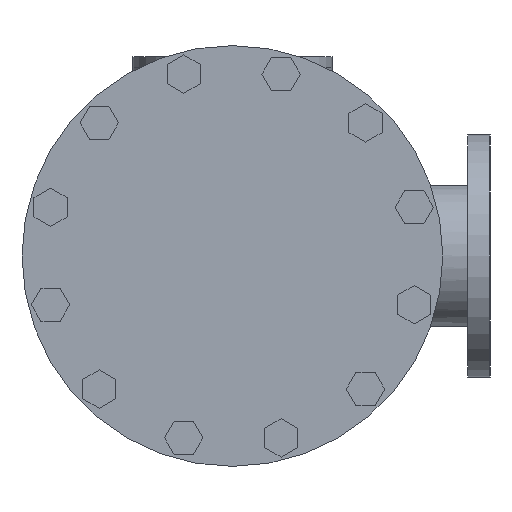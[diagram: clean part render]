
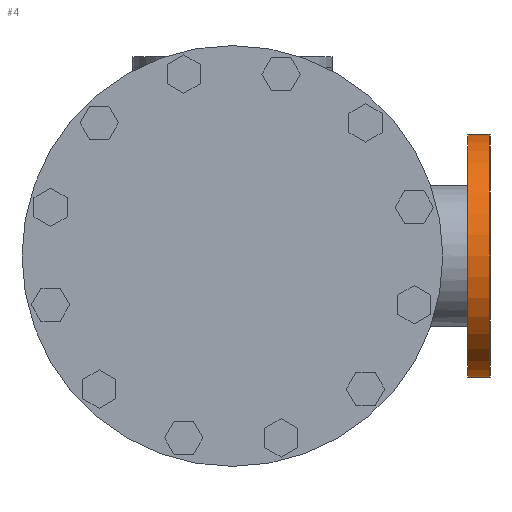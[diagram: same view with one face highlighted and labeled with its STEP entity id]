
A CAD part, left-side view. The second image highlights one B-rep face of the part: STEP entity #4.
In plain terms, the highlighted cylindrical face has radius 139.7 mm (diameter 279.4 mm), a partial arc.
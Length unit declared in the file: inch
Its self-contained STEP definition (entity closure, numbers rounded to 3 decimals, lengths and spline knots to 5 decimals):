
#4 = ADVANCED_FACE ( 'NONE', ( #10911 ), #8479, .T. ) ;
#185 = DIRECTION ( 'NONE',  ( 0., 1., 0. ) ) ;
#1379 = CARTESIAN_POINT ( 'NONE',  ( 706.75562, 173.53136, 5.5 ) ) ;
#1498 = DIRECTION ( 'NONE',  ( 0., 1., 0. ) ) ;
#1829 = AXIS2_PLACEMENT_3D ( 'NONE', #22396, #22843, #13092 ) ;
#2248 = CIRCLE ( 'NONE', #20635, 5.5 ) ;
#2406 = EDGE_CURVE ( 'NONE', #12007, #16842, #2248, .T. ) ;
#2446 = VERTEX_POINT ( 'NONE', #21482 ) ;
#3208 = ORIENTED_EDGE ( 'NONE', *, *, #2406, .T. ) ;
#3264 = CARTESIAN_POINT ( 'NONE',  ( 706.75562, 172.53136, -5.5 ) ) ;
#3325 = EDGE_CURVE ( 'NONE', #4566, #2446, #17848, .T. ) ;
#3727 = ORIENTED_EDGE ( 'NONE', *, *, #18762, .F. ) ;
#4566 = VERTEX_POINT ( 'NONE', #25042 ) ;
#6124 = EDGE_CURVE ( 'NONE', #16842, #2446, #19526, .T. ) ;
#7805 = CARTESIAN_POINT ( 'NONE',  ( 706.75562, 173.53136, -5.5 ) ) ;
#8019 = CARTESIAN_POINT ( 'NONE',  ( 706.75562, 173.53136, 0. ) ) ;
#8479 = CYLINDRICAL_SURFACE ( 'NONE', #1829, 5.5 ) ;
#9083 = DIRECTION ( 'NONE',  ( 0., 1., 0. ) ) ;
#10911 = FACE_OUTER_BOUND ( 'NONE', #15365, .T. ) ;
#11061 = ORIENTED_EDGE ( 'NONE', *, *, #6124, .T. ) ;
#12007 = VERTEX_POINT ( 'NONE', #3264 ) ;
#13092 = DIRECTION ( 'NONE',  ( 0., 0., 1. ) ) ;
#13456 = DIRECTION ( 'NONE',  ( 0., 0., 1. ) ) ;
#15321 = DIRECTION ( 'NONE',  ( 0., 1., 0. ) ) ;
#15365 = EDGE_LOOP ( 'NONE', ( #3727, #3208, #11061, #22792 ) ) ;
#16486 = AXIS2_PLACEMENT_3D ( 'NONE', #8019, #1498, #19852 ) ;
#16842 = VERTEX_POINT ( 'NONE', #25270 ) ;
#17848 = CIRCLE ( 'NONE', #16486, 5.5 ) ;
#18532 = VECTOR ( 'NONE', #185, 39.37008 ) ;
#18762 = EDGE_CURVE ( 'NONE', #12007, #4566, #25265, .T. ) ;
#19307 = CARTESIAN_POINT ( 'NONE',  ( 706.75562, 172.53136, 0. ) ) ;
#19526 = LINE ( 'NONE', #1379, #23217 ) ;
#19852 = DIRECTION ( 'NONE',  ( 0., 0., 1. ) ) ;
#20635 = AXIS2_PLACEMENT_3D ( 'NONE', #19307, #15321, #13456 ) ;
#21482 = CARTESIAN_POINT ( 'NONE',  ( 706.75562, 173.53136, 5.5 ) ) ;
#22396 = CARTESIAN_POINT ( 'NONE',  ( 706.75562, 173.53136, 0. ) ) ;
#22792 = ORIENTED_EDGE ( 'NONE', *, *, #3325, .F. ) ;
#22843 = DIRECTION ( 'NONE',  ( 0., 1., 0. ) ) ;
#23217 = VECTOR ( 'NONE', #9083, 39.37008 ) ;
#25042 = CARTESIAN_POINT ( 'NONE',  ( 706.75562, 173.53136, -5.5 ) ) ;
#25265 = LINE ( 'NONE', #7805, #18532 ) ;
#25270 = CARTESIAN_POINT ( 'NONE',  ( 706.75562, 172.53136, 5.5 ) ) ;
